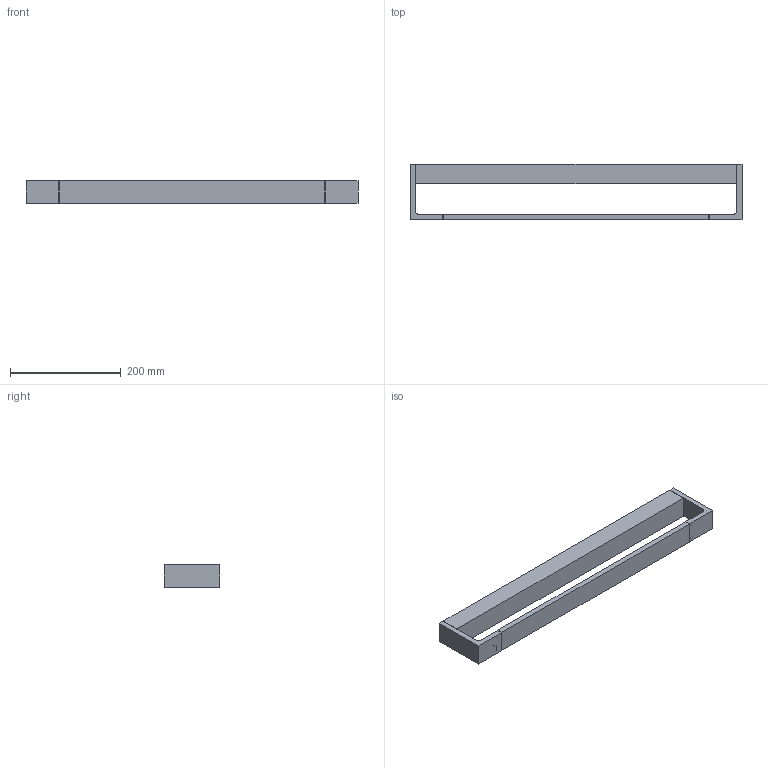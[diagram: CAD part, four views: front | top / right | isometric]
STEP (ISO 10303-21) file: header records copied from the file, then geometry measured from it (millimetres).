
FILE_DESCRIPTION(('CATIA V5 STEP Exchange','CAx-IF Rec.Pracs.--- Model Styling and Organization---1.4--- 2014-01-23','CAx-IF Rec.Pracs.---3D Tessellated Data Validation Properties---0.5---2014-09-14'),'2;1');
FILE_NAME('GW-1068-600.stp','2022-12-29T09:37:19+00:00',('none'),('none'),'CATIA Version 5-6 Release 2018','CATIA V5 STEP AP242','none');
FILE_SCHEMA(('AP242_MANAGED_MODEL_BASED_3D_ENGINEERING_MIM_LF {1 0 10303 442 1 1 4}'));
Length unit declared in the file: millimetre
Products named in the file (7): Product1; 铝板; 底座.1; 后盖; U型支架; 7字支架带孔; 7字支架
Assembly tree (7 placements, depth 2):
  Product1
    铝板
    底座.1
    后盖
    U型支架  x2
    7字支架带孔
    7字支架
Bounding box: 600 x 100 x 40 mm (x, y, z)
Volume: 441833.1 mm3; surface area: 263812 mm2
Topology: 7 solids, 7 shells, 238 faces, 598 edges, 385 vertices
Faces by surface type: cylinder 94, plane 88, cone 36, extrusion 20
Entity records: 6806 total; most frequent: CARTESIAN_POINT 1605, ORIENTED_EDGE 1100, DIRECTION 848, EDGE_CURVE 550, AXIS2_PLACEMENT_3D 370, VERTEX_POINT 353, VECTOR 310, LINE 290
